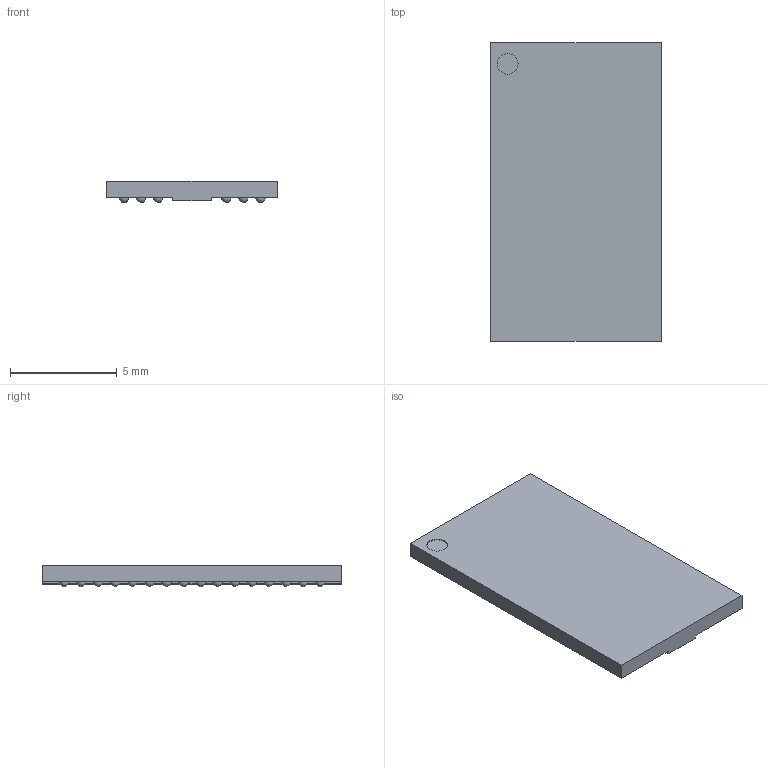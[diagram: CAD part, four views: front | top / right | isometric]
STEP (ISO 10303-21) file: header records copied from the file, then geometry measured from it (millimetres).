
FILE_DESCRIPTION( ( '' ), ' ' );
FILE_NAME( '5b315ec75e49f710540d81aa.step', '2018-06-25T21:29:43', ( '' ), ( '' ), ' ', ' ', ' ' );
FILE_SCHEMA( ( 'AUTOMOTIVE_DESIGN { 1 0 10303 214 1 1 1 1 }' ) );
Length unit declared in the file: metre
Products named in the file (1): Open CASCADE STEP translator 6.8 1
Bounding box: 8 x 14 x 1 mm (x, y, z)
Volume: 90.5 mm3; surface area: 280.1 mm2
Topology: 1 solids, 1 shells, 206 faces, 561 edges, 358 vertices
Faces by surface type: cylinder 99, sphere 96, plane 11
Full cylindrical faces by diameter (mm): 0.45 x96, 0.974 x1
Entity records: 7406 total; most frequent: DIRECTION 836, CARTESIAN_POINT 741, ORIENTED_EDGE 448, STYLED_ITEM 430, PRESENTATION_STYLE_ASSIGNMENT 430, COLOUR_RGB 430, AXIS2_PLACEMENT_3D 405, EDGE_LOOP 400
